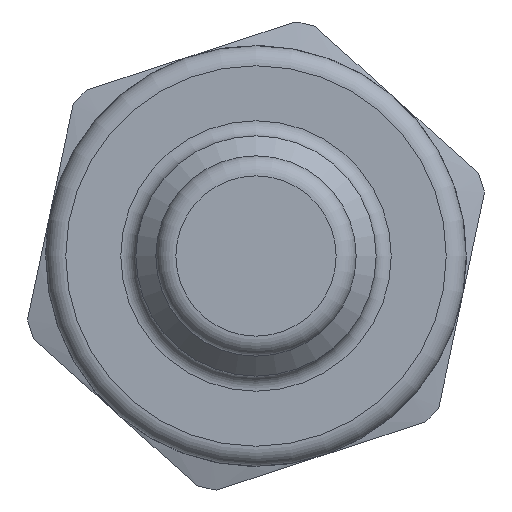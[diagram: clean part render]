
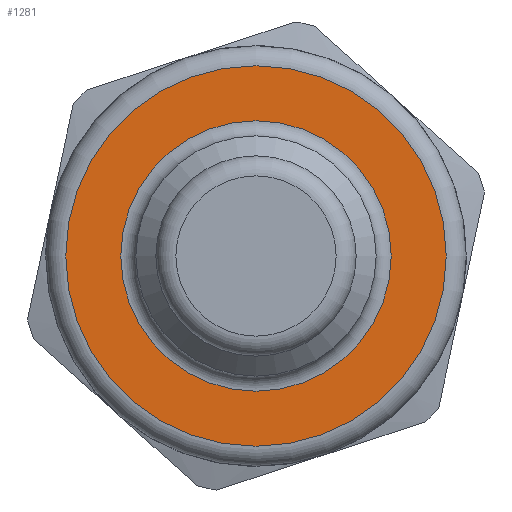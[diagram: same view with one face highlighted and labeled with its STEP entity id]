
A CAD part, left-side view. The second image highlights one B-rep face of the part: STEP entity #1281.
In plain terms, the highlighted planar face has unit normal (-1, 0, 0).
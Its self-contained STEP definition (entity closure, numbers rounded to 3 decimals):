
#1250=CARTESIAN_POINT('',(20.0,6.75,0.));
#1251=VERTEX_POINT('',#1250);
#1252=CARTESIAN_POINT('',(20.0,0.0,0.0));
#1253=DIRECTION('',(-1.0,0.0,0.0));
#1254=DIRECTION('',(0.0,-1.0,0.0));
#1255=AXIS2_PLACEMENT_3D('',#1252,#1253,#1254);
#1256=CIRCLE('',#1255,6.75);
#1257=EDGE_CURVE('',#1251,#1251,#1256,.T.);
#1262=CARTESIAN_POINT('',(20.0,8.25,0.0));
#1263=DIRECTION('',(-1.0,0.0,0.0));
#1264=DIRECTION('',(0.0,0.0,1.0));
#1265=AXIS2_PLACEMENT_3D('',#1262,#1263,#1264);
#1266=PLANE('',#1265);
#1267=CARTESIAN_POINT('',(20.0,9.5,0.0));
#1268=VERTEX_POINT('',#1267);
#1269=CARTESIAN_POINT('',(20.0,0.0,0.0));
#1270=DIRECTION('',(1.0,0.0,0.0));
#1271=DIRECTION('',(0.0,-1.0,0.0));
#1272=AXIS2_PLACEMENT_3D('',#1269,#1270,#1271);
#1273=CIRCLE('',#1272,9.5);
#1274=EDGE_CURVE('',#1268,#1268,#1273,.T.);
#1275=ORIENTED_EDGE('',*,*,#1274,.F.);
#1276=EDGE_LOOP('',(#1275));
#1277=FACE_OUTER_BOUND('',#1276,.T.);
#1278=ORIENTED_EDGE('',*,*,#1257,.F.);
#1279=EDGE_LOOP('',(#1278));
#1280=FACE_BOUND('',#1279,.T.);
#1281=ADVANCED_FACE('',(#1277,#1280),#1266,.T.);
